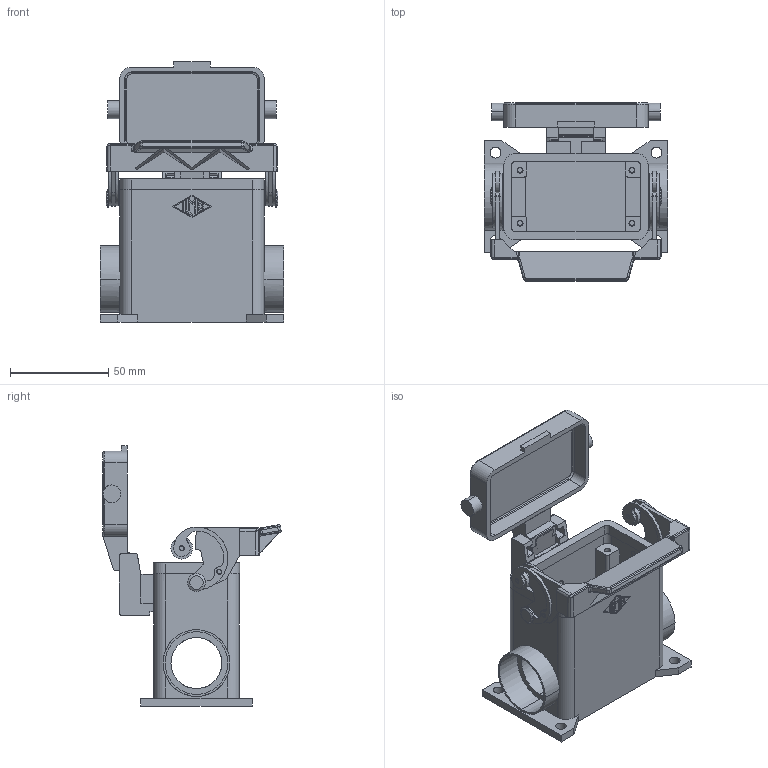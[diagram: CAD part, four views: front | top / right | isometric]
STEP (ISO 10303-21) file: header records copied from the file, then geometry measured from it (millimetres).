
FILE_DESCRIPTION((''),'2;1');
FILE_NAME('MMAP 03 L232.stp','2007-01-10T18:04:56',('gembarski'),(''),'Autodesk Inventor 7','Autodesk Inventor 7','');
FILE_SCHEMA(('AUTOMOTIVE_DESIGN { 1 0 10303 214 1 1 1 1 }'));
Length unit declared in the file: millimetre
Products named in the file (1): MMAP 03 L232
Bounding box: 93.5 x 90.95 x 132.7 mm (x, y, z)
Volume: 123235.2 mm3; surface area: 71804.9 mm2
Topology: 6 solids, 6 shells, 594 faces, 1590 edges, 1036 vertices
Faces by surface type: plane 251, cylinder 183, bspline 134, torus 16, cone 6, sphere 4
Entity records: 21725 total; most frequent: CARTESIAN_POINT 6735, ORIENTED_EDGE 3184, DIRECTION 3110, EDGE_CURVE 1592, AXIS2_PLACEMENT_3D 1097, VERTEX_POINT 1036, VECTOR 916, LINE 916
